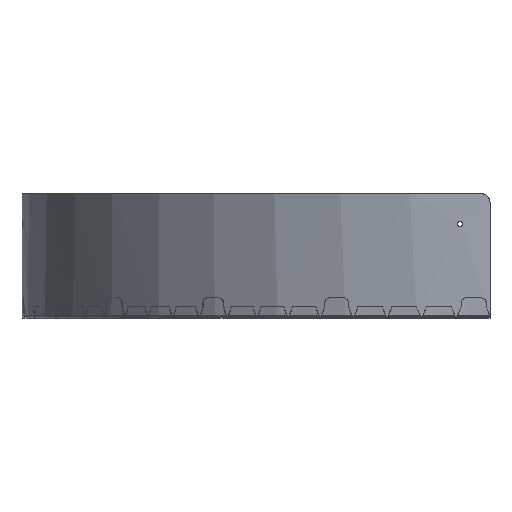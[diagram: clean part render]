
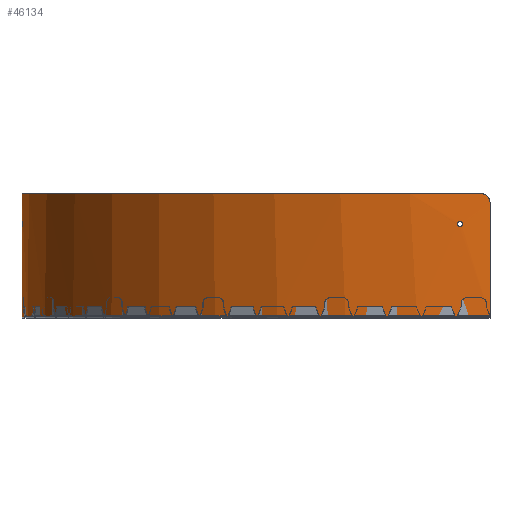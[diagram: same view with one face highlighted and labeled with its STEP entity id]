
A CAD part, left-side view. The second image highlights one B-rep face of the part: STEP entity #46134.
In plain terms, the highlighted cylindrical face has radius 262.613 mm (diameter 525.227 mm), a partial arc.
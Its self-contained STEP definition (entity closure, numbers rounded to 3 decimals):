
#20=B_SPLINE_CURVE_WITH_KNOTS('',3,(#80852,#80853,#80854,#80855,#80856,
#80857),.UNSPECIFIED.,.F.,.F.,(4,1,1,4),(-0.785,-0.112,
0.337,0.785),.UNSPECIFIED.);
#21=B_SPLINE_CURVE_WITH_KNOTS('',3,(#80869,#80870,#80871,#80872,#80873,
#80874),.UNSPECIFIED.,.F.,.F.,(4,1,1,4),(-0.785,-0.112,
0.337,0.785),.UNSPECIFIED.);
#22=B_SPLINE_CURVE_WITH_KNOTS('',3,(#80876,#80877,#80878,#80879,#80880,
#80881,#80882,#80883,#80884,#80885,#80886,#80887,#80888,#80889,#80890,#80891,
#80892,#80893,#80894,#80895,#80896,#80897),.UNSPECIFIED.,.T.,.F.,(4,3,3,
3,3,3,3,4),(-3.142,-2.244,-1.346,-0.449,
0.449,1.346,2.244,3.142),
 .UNSPECIFIED.);
#23=B_SPLINE_CURVE_WITH_KNOTS('',3,(#80899,#80900,#80901,#80902,#80903,
#80904,#80905,#80906,#80907,#80908,#80909,#80910,#80911,#80912,#80913,#80914,
#80915,#80916,#80917,#80918,#80919,#80920),.UNSPECIFIED.,.T.,.F.,(4,3,3,
3,3,3,3,4),(-3.142,-2.244,-1.346,-0.449,
0.449,1.346,2.244,3.142),
 .UNSPECIFIED.);
#485=FACE_BOUND('',#8103,.T.);
#486=FACE_BOUND('',#8104,.T.);
#4844=FACE_OUTER_BOUND('',#8102,.T.);
#8102=EDGE_LOOP('',(#42029,#42030,#42031,#42032,#42033,#42034));
#8103=EDGE_LOOP('',(#42035));
#8104=EDGE_LOOP('',(#42036));
#11602=LINE('',#80866,#15096);
#11603=LINE('',#80868,#15097);
#15096=VECTOR('',#67431,64.);
#15097=VECTOR('',#67432,64.);
#18220=CIRCLE('',#52067,262.613);
#18221=CIRCLE('',#52071,262.613);
#22170=VERTEX_POINT('',#80787);
#22174=VERTEX_POINT('',#80807);
#22177=VERTEX_POINT('',#80849);
#22178=VERTEX_POINT('',#80851);
#22179=VERTEX_POINT('',#80860);
#22181=VERTEX_POINT('',#80867);
#22182=VERTEX_POINT('',#80875);
#22183=VERTEX_POINT('',#80898);
#28791=EDGE_CURVE('',#22170,#22174,#18220,.T.);
#28795=EDGE_CURVE('',#22177,#22178,#20,.T.);
#28797=EDGE_CURVE('',#22179,#22178,#18221,.T.);
#28800=EDGE_CURVE('',#22177,#22174,#11602,.T.);
#28801=EDGE_CURVE('',#22181,#22170,#11603,.T.);
#28802=EDGE_CURVE('',#22179,#22181,#21,.T.);
#28803=EDGE_CURVE('',#22182,#22182,#22,.T.);
#28804=EDGE_CURVE('',#22183,#22183,#23,.T.);
#42029=ORIENTED_EDGE('',*,*,#28795,.F.);
#42030=ORIENTED_EDGE('',*,*,#28800,.T.);
#42031=ORIENTED_EDGE('',*,*,#28791,.F.);
#42032=ORIENTED_EDGE('',*,*,#28801,.F.);
#42033=ORIENTED_EDGE('',*,*,#28802,.F.);
#42034=ORIENTED_EDGE('',*,*,#28797,.T.);
#42035=ORIENTED_EDGE('',*,*,#28803,.T.);
#42036=ORIENTED_EDGE('',*,*,#28804,.T.);
#43325=CYLINDRICAL_SURFACE('',#52073,262.613);
#46134=ADVANCED_FACE('',(#4844,#485,#486),#43325,.T.);
#52067=AXIS2_PLACEMENT_3D('',#80809,#67413,#67414);
#52071=AXIS2_PLACEMENT_3D('',#80861,#67424,#67425);
#52073=AXIS2_PLACEMENT_3D('',#80865,#67429,#67430);
#67413=DIRECTION('center_axis',(0.,0.,1.));
#67414=DIRECTION('ref_axis',(0.,1.,0.));
#67424=DIRECTION('center_axis',(0.,0.,1.));
#67425=DIRECTION('ref_axis',(-0.019,1.,0.));
#67429=DIRECTION('center_axis',(0.,0.,1.));
#67430=DIRECTION('ref_axis',(-1.,0.,0.));
#67431=DIRECTION('',(0.,0.,1.));
#67432=DIRECTION('',(0.,0.,1.));
#80787=CARTESIAN_POINT('',(0.,262.613,69.));
#80807=CARTESIAN_POINT('',(-262.613,0.,69.));
#80809=CARTESIAN_POINT('Origin',(0.,0.,69.));
#80849=CARTESIAN_POINT('',(-262.613,0.,5.));
#80851=CARTESIAN_POINT('',(-262.566,5.005,0.));
#80852=CARTESIAN_POINT('Ctrl Pts',(-262.613,0.,5.));
#80853=CARTESIAN_POINT('Ctrl Pts',(-262.613,0.,3.878));
#80854=CARTESIAN_POINT('Ctrl Pts',(-262.615,0.657,2.015));
#80855=CARTESIAN_POINT('Ctrl Pts',(-262.602,2.762,0.342));
#80856=CARTESIAN_POINT('Ctrl Pts',(-262.58,4.256,0.));
#80857=CARTESIAN_POINT('Ctrl Pts',(-262.566,5.005,0.));
#80860=CARTESIAN_POINT('',(-5.005,262.566,0.));
#80861=CARTESIAN_POINT('Origin',(0.,0.,0.));
#80865=CARTESIAN_POINT('Origin',(0.,0.,69.));
#80866=CARTESIAN_POINT('',(-262.613,0.,0.));
#80867=CARTESIAN_POINT('',(0.,262.613,5.));
#80868=CARTESIAN_POINT('',(0.,262.613,0.));
#80869=CARTESIAN_POINT('Ctrl Pts',(-5.005,262.566,0.));
#80870=CARTESIAN_POINT('Ctrl Pts',(-3.882,262.587,0.));
#80871=CARTESIAN_POINT('Ctrl Pts',(-2.017,262.609,0.656));
#80872=CARTESIAN_POINT('Ctrl Pts',(-0.343,262.614,
2.759));
#80873=CARTESIAN_POINT('Ctrl Pts',(0.,262.613,4.252));
#80874=CARTESIAN_POINT('Ctrl Pts',(0.,262.613,5.));
#80875=CARTESIAN_POINT('',(-18.305,261.975,17.));
#80876=CARTESIAN_POINT('Ctrl Pts',(-18.306,261.975,17.));
#80877=CARTESIAN_POINT('Ctrl Pts',(-18.306,261.975,16.583));
#80878=CARTESIAN_POINT('Ctrl Pts',(-18.105,261.989,16.165));
#80879=CARTESIAN_POINT('Ctrl Pts',(-17.779,262.011,15.904));
#80880=CARTESIAN_POINT('Ctrl Pts',(-17.453,262.033,15.644));
#80881=CARTESIAN_POINT('Ctrl Pts',(-17.001,262.063,15.539));
#80882=CARTESIAN_POINT('Ctrl Pts',(-16.595,262.089,15.632));
#80883=CARTESIAN_POINT('Ctrl Pts',(-16.188,262.114,15.725));
#80884=CARTESIAN_POINT('Ctrl Pts',(-15.827,262.136,16.015));
#80885=CARTESIAN_POINT('Ctrl Pts',(-15.646,262.147,16.392));
#80886=CARTESIAN_POINT('Ctrl Pts',(-15.464,262.158,16.769));
#80887=CARTESIAN_POINT('Ctrl Pts',(-15.463,262.158,17.233));
#80888=CARTESIAN_POINT('Ctrl Pts',(-15.644,262.147,17.608));
#80889=CARTESIAN_POINT('Ctrl Pts',(-15.825,262.136,17.984));
#80890=CARTESIAN_POINT('Ctrl Pts',(-16.188,262.114,18.272));
#80891=CARTESIAN_POINT('Ctrl Pts',(-16.595,262.089,18.365));
#80892=CARTESIAN_POINT('Ctrl Pts',(-17.002,262.063,18.459));
#80893=CARTESIAN_POINT('Ctrl Pts',(-17.453,262.033,18.357));
#80894=CARTESIAN_POINT('Ctrl Pts',(-17.779,262.011,18.097));
#80895=CARTESIAN_POINT('Ctrl Pts',(-18.105,261.989,17.837));
#80896=CARTESIAN_POINT('Ctrl Pts',(-18.306,261.975,17.418));
#80897=CARTESIAN_POINT('Ctrl Pts',(-18.306,261.975,17.));
#80898=CARTESIAN_POINT('',(-262.155,15.508,17.));
#80899=CARTESIAN_POINT('Ctrl Pts',(-262.155,15.507,17.));
#80900=CARTESIAN_POINT('Ctrl Pts',(-262.155,15.507,16.583));
#80901=CARTESIAN_POINT('Ctrl Pts',(-262.143,15.708,16.165));
#80902=CARTESIAN_POINT('Ctrl Pts',(-262.123,16.034,15.904));
#80903=CARTESIAN_POINT('Ctrl Pts',(-262.103,16.36,15.644));
#80904=CARTESIAN_POINT('Ctrl Pts',(-262.075,16.812,15.539));
#80905=CARTESIAN_POINT('Ctrl Pts',(-262.048,17.218,15.632));
#80906=CARTESIAN_POINT('Ctrl Pts',(-262.022,17.624,15.725));
#80907=CARTESIAN_POINT('Ctrl Pts',(-261.997,17.985,16.015));
#80908=CARTESIAN_POINT('Ctrl Pts',(-261.984,18.167,16.392));
#80909=CARTESIAN_POINT('Ctrl Pts',(-261.972,18.348,16.769));
#80910=CARTESIAN_POINT('Ctrl Pts',(-261.972,18.349,17.233));
#80911=CARTESIAN_POINT('Ctrl Pts',(-261.984,18.169,17.608));
#80912=CARTESIAN_POINT('Ctrl Pts',(-261.997,17.988,17.984));
#80913=CARTESIAN_POINT('Ctrl Pts',(-262.022,17.625,18.272));
#80914=CARTESIAN_POINT('Ctrl Pts',(-262.048,17.218,18.365));
#80915=CARTESIAN_POINT('Ctrl Pts',(-262.075,16.811,18.459));
#80916=CARTESIAN_POINT('Ctrl Pts',(-262.103,16.36,18.357));
#80917=CARTESIAN_POINT('Ctrl Pts',(-262.123,16.033,18.097));
#80918=CARTESIAN_POINT('Ctrl Pts',(-262.144,15.707,17.837));
#80919=CARTESIAN_POINT('Ctrl Pts',(-262.155,15.506,17.418));
#80920=CARTESIAN_POINT('Ctrl Pts',(-262.155,15.507,17.));
